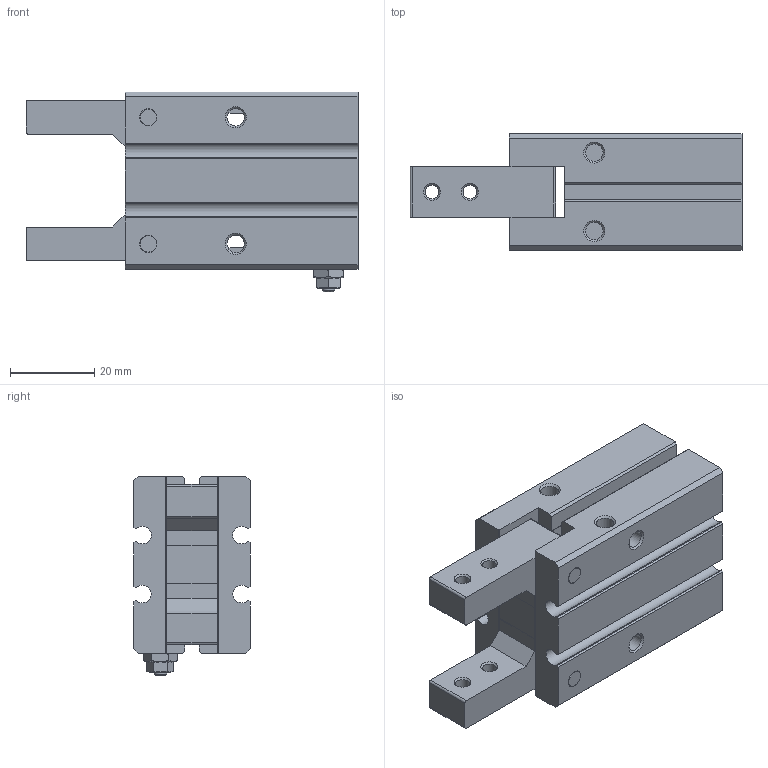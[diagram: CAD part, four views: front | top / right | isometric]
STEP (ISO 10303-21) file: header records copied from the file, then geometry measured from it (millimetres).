
FILE_DESCRIPTION(/* description */ ('STEP AP203'),/* implementation_level */ '2;1');
FILE_NAME(/* name */ 'SHY20-S()(0)',/* time_stamp */ '2024-05-09T17:21:22+02:00',/* author */ ('License CC BY-ND 4.0'),/* organization */ ('CADENAS'),/* preprocessor_version */ 'ST-DEVELOPER v19.3',/* originating_system */ 'PARTsolutions',/* authorisation */ ' ');
FILE_SCHEMA (('CONFIG_CONTROL_DESIGN'));
Length unit declared in the file: millimetre
Products named in the file (3): SHY20-S()(0); SHY20-S()_body; SHY20-S_finger
Assembly tree (3 placements, depth 2):
  SHY20-S()(0)
    SHY20-S()_body
    SHY20-S_finger  x2
Bounding box: 78.7 x 27.6 x 47.4 mm (x, y, z)
Volume: 59437.3 mm3; surface area: 20616.5 mm2
Topology: 3 solids, 3 shells, 205 faces, 526 edges, 338 vertices
Faces by surface type: plane 113, cylinder 51, cone 41
Full cylindrical faces by diameter (mm): 3 x1, 3.242 x4, 4 x5, 4.134 x10, 21 x1
Entity records: 5127 total; most frequent: CARTESIAN_POINT 928, DIRECTION 856, ORIENTED_EDGE 778, EDGE_CURVE 389, AXIS2_PLACEMENT_3D 309, VERTEX_POINT 281, EDGE_LOOP 262, FACE_BOUND 262
